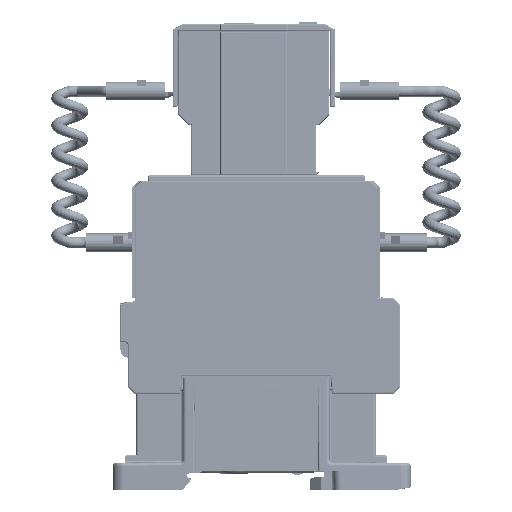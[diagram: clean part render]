
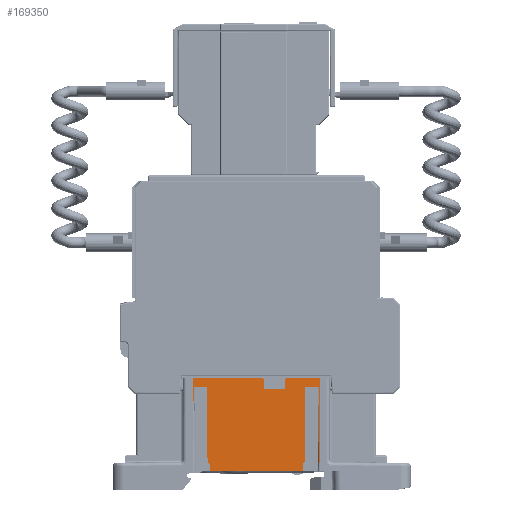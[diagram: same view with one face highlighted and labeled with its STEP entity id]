
A CAD part, top view. The second image highlights one B-rep face of the part: STEP entity #169350.
In plain terms, the highlighted planar face has unit normal (0, -0.009, 1).
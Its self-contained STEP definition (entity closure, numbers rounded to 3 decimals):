
#151285=DIRECTION('',(1.,0.,0.));
#151286=VECTOR('',#151285,25.203);
#151287=CARTESIAN_POINT('',(81.854,-75.398,
-63.165));
#151288=LINE('',#151287,#151286);
#154230=CARTESIAN_POINT('',(96.495,-50.454,
-62.949));
#154231=CARTESIAN_POINT('',(96.49,-50.39,
-62.949));
#154232=CARTESIAN_POINT('',(96.456,-50.273,
-62.948));
#154233=CARTESIAN_POINT('',(96.343,-50.121,
-62.946));
#154234=CARTESIAN_POINT('',(96.181,-50.021,
-62.945));
#154235=CARTESIAN_POINT('',(96.062,-49.998,
-62.945));
#154236=CARTESIAN_POINT('',(95.997,-49.998,
-62.945));
#154254=DIRECTION('',(1.,0.,0.));
#154255=VECTOR('',#154254,18.732);
#154256=CARTESIAN_POINT('',(77.265,-49.998,
-62.945));
#154257=LINE('',#154256,#154255);
#154258=DIRECTION('',(0.087,-0.996,-0.009));
#154259=VECTOR('',#154258,2.553);
#154260=CARTESIAN_POINT('',(96.495,-50.454,
-62.949));
#154261=LINE('',#154260,#154259);
#154262=DIRECTION('',(0.087,0.996,0.009));
#154263=VECTOR('',#154262,2.553);
#154264=CARTESIAN_POINT('',(102.193,-52.998,
-62.971));
#154265=LINE('',#154264,#154263);
#154266=DIRECTION('',(1.,0.,
0.));
#154267=VECTOR('',#154266,8.733);
#154268=CARTESIAN_POINT('',(102.913,-49.998,
-62.945));
#154269=LINE('',#154268,#154267);
#154270=DIRECTION('',(0.,-1.,
-0.009));
#154271=VECTOR('',#154270,23.456);
#154272=CARTESIAN_POINT('',(111.646,-49.998,
-62.945));
#154273=LINE('',#154272,#154271);
#154274=DIRECTION('',(-0.01,1.,0.009));
#154275=VECTOR('',#154274,21.057);
#154276=CARTESIAN_POINT('',(111.646,-73.453,
-63.15));
#154277=LINE('',#154276,#154275);
#154278=DIRECTION('',(-0.707,-0.707,
-0.007));
#154279=VECTOR('',#154278,0.855);
#154280=CARTESIAN_POINT('',(107.666,-72.887,
-63.146));
#154281=LINE('',#154280,#154279);
#154282=DIRECTION('',(-0.707,0.707,0.007));
#154283=VECTOR('',#154282,0.855);
#154284=CARTESIAN_POINT('',(81.849,-73.492,
-63.152));
#154285=LINE('',#154284,#154283);
#154286=DIRECTION('',(-0.01,-1.,
-0.009));
#154287=VECTOR('',#154286,21.057);
#154288=CARTESIAN_POINT('',(77.478,-52.398,
-62.966));
#154289=LINE('',#154288,#154287);
#154310=DIRECTION('',(0.,-1.,-0.009));
#154311=VECTOR('',#154310,23.456);
#154312=CARTESIAN_POINT('',(77.265,-49.998,
-62.945));
#154313=LINE('',#154312,#154311);
#154356=DIRECTION('',(1.,0.,0.));
#154357=VECTOR('',#154356,3.677);
#154358=CARTESIAN_POINT('',(77.478,-52.398,
-62.966));
#154359=LINE('',#154358,#154357);
#154372=DIRECTION('',(0.004,-1.,-0.009));
#154373=VECTOR('',#154372,20.49);
#154374=CARTESIAN_POINT('',(81.155,-52.398,
-62.966));
#154375=LINE('',#154374,#154373);
#154384=CARTESIAN_POINT('',(81.849,-73.492,
-63.152));
#154385=CARTESIAN_POINT('',(81.85,-73.704,
-63.153));
#154386=CARTESIAN_POINT('',(81.849,-74.126,
-63.157));
#154387=CARTESIAN_POINT('',(81.854,-74.763,
-63.159));
#154388=CARTESIAN_POINT('',(81.853,-75.186,
-63.163));
#154389=CARTESIAN_POINT('',(81.854,-75.398,
-63.165));
#159118=DIRECTION('',(1.,0.,0.));
#159119=VECTOR('',#159118,3.677);
#159120=CARTESIAN_POINT('',(107.755,-52.398,
-62.966));
#159121=LINE('',#159120,#159119);
#159146=CARTESIAN_POINT('',(107.057,-75.398,
-63.165));
#159147=CARTESIAN_POINT('',(107.057,-75.186,
-63.163));
#159148=CARTESIAN_POINT('',(107.057,-74.762,
-63.159));
#159149=CARTESIAN_POINT('',(107.062,-74.127,
-63.157));
#159150=CARTESIAN_POINT('',(107.06,-73.704,
-63.153));
#159151=CARTESIAN_POINT('',(107.061,-73.492,
-63.152));
#159177=DIRECTION('',(0.004,1.,0.009));
#159178=VECTOR('',#159177,20.49);
#159179=CARTESIAN_POINT('',(107.666,-72.887,
-63.146));
#159180=LINE('',#159179,#159178);
#159197=CARTESIAN_POINT('',(102.913,-49.998,
-62.945));
#159198=CARTESIAN_POINT('',(102.849,-49.998,
-62.945));
#159199=CARTESIAN_POINT('',(102.729,-50.021,
-62.945));
#159200=CARTESIAN_POINT('',(102.568,-50.121,
-62.946));
#159201=CARTESIAN_POINT('',(102.455,-50.273,
-62.948));
#159202=CARTESIAN_POINT('',(102.421,-50.39,
-62.949));
#159203=CARTESIAN_POINT('',(102.415,-50.454,
-62.949));
#159217=DIRECTION('',(-1.,0.,0.));
#159218=VECTOR('',#159217,5.475);
#159219=CARTESIAN_POINT('',(102.193,-52.998,
-62.971));
#159220=LINE('',#159219,#159218);
#162768=CARTESIAN_POINT('',(81.854,-75.398,
-63.165));
#162769=VERTEX_POINT('',#162768);
#162770=CARTESIAN_POINT('',(107.057,-75.398,
-63.165));
#162771=VERTEX_POINT('',#162770);
#163621=CARTESIAN_POINT('',(95.997,-49.998,
-62.945));
#163622=VERTEX_POINT('',#163621);
#163623=CARTESIAN_POINT('',(77.265,-49.998,
-62.945));
#163624=VERTEX_POINT('',#163623);
#163627=VERTEX_POINT('',#154230);
#163628=CARTESIAN_POINT('',(77.265,-73.453,
-63.15));
#163629=VERTEX_POINT('',#163628);
#163630=CARTESIAN_POINT('',(96.718,-52.998,
-62.971));
#163631=VERTEX_POINT('',#163630);
#163632=CARTESIAN_POINT('',(102.193,-52.998,
-62.971));
#163633=VERTEX_POINT('',#163632);
#163634=CARTESIAN_POINT('',(102.415,-50.454,
-62.949));
#163635=VERTEX_POINT('',#163634);
#163636=VERTEX_POINT('',#159197);
#163637=CARTESIAN_POINT('',(111.646,-49.998,
-62.945));
#163638=VERTEX_POINT('',#163637);
#163639=CARTESIAN_POINT('',(111.646,-73.453,
-63.15));
#163640=VERTEX_POINT('',#163639);
#163641=CARTESIAN_POINT('',(111.433,-52.398,
-62.966));
#163642=VERTEX_POINT('',#163641);
#163643=CARTESIAN_POINT('',(107.755,-52.398,
-62.966));
#163644=VERTEX_POINT('',#163643);
#163645=CARTESIAN_POINT('',(107.666,-72.887,
-63.146));
#163646=VERTEX_POINT('',#163645);
#163647=CARTESIAN_POINT('',(107.061,-73.492,
-63.152));
#163648=VERTEX_POINT('',#163647);
#163649=VERTEX_POINT('',#154384);
#163650=CARTESIAN_POINT('',(81.245,-72.887,
-63.146));
#163651=VERTEX_POINT('',#163650);
#163652=CARTESIAN_POINT('',(81.155,-52.398,
-62.966));
#163653=VERTEX_POINT('',#163652);
#163654=CARTESIAN_POINT('',(77.478,-52.398,
-62.966));
#163655=VERTEX_POINT('',#163654);
#169306=CARTESIAN_POINT('',(94.455,-62.698,
-63.056));
#169307=DIRECTION('',(0.,-0.009,1.));
#169308=DIRECTION('',(0.,-1.,-0.009));
#169309=AXIS2_PLACEMENT_3D('',#169306,#169307,#169308);
#169310=PLANE('',#169309);
#169312=ORIENTED_EDGE('',*,*,#169311,.F.);
#169313=ORIENTED_EDGE('',*,*,#169283,.T.);
#169314=ORIENTED_EDGE('',*,*,#169297,.F.);
#169316=ORIENTED_EDGE('',*,*,#169315,.T.);
#169318=ORIENTED_EDGE('',*,*,#169317,.F.);
#169320=ORIENTED_EDGE('',*,*,#169319,.T.);
#169322=ORIENTED_EDGE('',*,*,#169321,.F.);
#169324=ORIENTED_EDGE('',*,*,#169323,.T.);
#169326=ORIENTED_EDGE('',*,*,#169325,.T.);
#169328=ORIENTED_EDGE('',*,*,#169327,.T.);
#169330=ORIENTED_EDGE('',*,*,#169329,.F.);
#169332=ORIENTED_EDGE('',*,*,#169331,.F.);
#169334=ORIENTED_EDGE('',*,*,#169333,.T.);
#169336=ORIENTED_EDGE('',*,*,#169335,.F.);
#169337=ORIENTED_EDGE('',*,*,#165571,.F.);
#169339=ORIENTED_EDGE('',*,*,#169338,.F.);
#169341=ORIENTED_EDGE('',*,*,#169340,.T.);
#169343=ORIENTED_EDGE('',*,*,#169342,.F.);
#169345=ORIENTED_EDGE('',*,*,#169344,.F.);
#169347=ORIENTED_EDGE('',*,*,#169346,.T.);
#169348=EDGE_LOOP('',(#169312,#169313,#169314,#169316,#169318,#169320,#169322,
#169324,#169326,#169328,#169330,#169332,#169334,#169336,#169337,#169339,#169341,
#169343,#169345,#169347));
#169349=FACE_OUTER_BOUND('',#169348,.F.);
#169350=ADVANCED_FACE('',(#169349),#169310,.T.);
#154237=B_SPLINE_CURVE_WITH_KNOTS('',3,(#154230,#154231,#154232,#154233,#154234,
#154235,#154236),.UNSPECIFIED.,.F.,.F.,(4,1,1,1,4),(0.,0.25,0.5,0.75,
1.),.UNSPECIFIED.);
#154390=B_SPLINE_CURVE_WITH_KNOTS('',3,(#154384,#154385,#154386,#154387,#154388,
#154389),.UNSPECIFIED.,.F.,.F.,(4,1,1,4),(0.,0.333,
0.667,1.),.UNSPECIFIED.);
#159152=B_SPLINE_CURVE_WITH_KNOTS('',3,(#159146,#159147,#159148,#159149,#159150,
#159151),.UNSPECIFIED.,.F.,.F.,(4,1,1,4),(0.,0.333,
0.667,1.),.UNSPECIFIED.);
#159204=B_SPLINE_CURVE_WITH_KNOTS('',3,(#159197,#159198,#159199,#159200,#159201,
#159202,#159203),.UNSPECIFIED.,.F.,.F.,(4,1,1,1,4),(0.,0.25,0.5,0.75,
1.),.UNSPECIFIED.);
#165571=EDGE_CURVE('',#162769,#162771,#151288,.T.);
#169283=EDGE_CURVE('',#163624,#163622,#154257,.T.);
#169297=EDGE_CURVE('',#163627,#163622,#154237,.T.);
#169311=EDGE_CURVE('',#163624,#163629,#154313,.T.);
#169315=EDGE_CURVE('',#163627,#163631,#154261,.T.);
#169317=EDGE_CURVE('',#163633,#163631,#159220,.T.);
#169319=EDGE_CURVE('',#163633,#163635,#154265,.T.);
#169321=EDGE_CURVE('',#163636,#163635,#159204,.T.);
#169323=EDGE_CURVE('',#163636,#163638,#154269,.T.);
#169325=EDGE_CURVE('',#163638,#163640,#154273,.T.);
#169327=EDGE_CURVE('',#163640,#163642,#154277,.T.);
#169329=EDGE_CURVE('',#163644,#163642,#159121,.T.);
#169331=EDGE_CURVE('',#163646,#163644,#159180,.T.);
#169333=EDGE_CURVE('',#163646,#163648,#154281,.T.);
#169335=EDGE_CURVE('',#162771,#163648,#159152,.T.);
#169338=EDGE_CURVE('',#163649,#162769,#154390,.T.);
#169340=EDGE_CURVE('',#163649,#163651,#154285,.T.);
#169342=EDGE_CURVE('',#163653,#163651,#154375,.T.);
#169344=EDGE_CURVE('',#163655,#163653,#154359,.T.);
#169346=EDGE_CURVE('',#163655,#163629,#154289,.T.);
